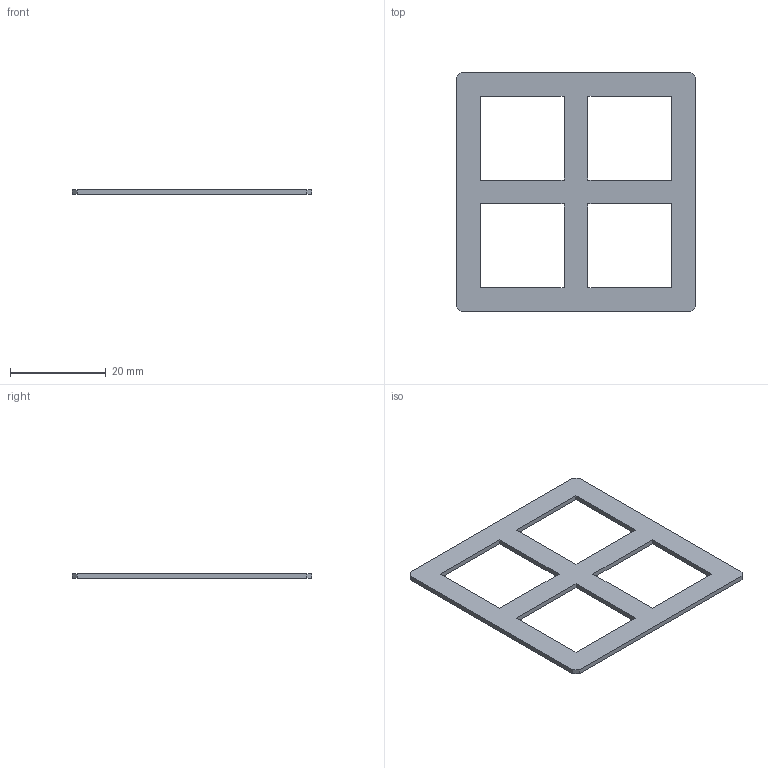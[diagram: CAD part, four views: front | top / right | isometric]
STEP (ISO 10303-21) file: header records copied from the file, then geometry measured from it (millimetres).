
FILE_DESCRIPTION((''),'2;1');
FILE_NAME('SP685_extern.ipt.step','2007-09-10T15:11:25',(''),(''),'Autodesk Inventor 11','Autodesk Inventor 11','');
FILE_SCHEMA(('AUTOMOTIVE_DESIGN { 1 0 10303 214 1 1 1 1 }'));
Length unit declared in the file: millimetre
Products named in the file (1): SP685_extern
Bounding box: 50 x 50 x 1 mm (x, y, z)
Volume: 1273 mm3; surface area: 3023.7 mm2
Topology: 1 solids, 1 shells, 26 faces, 72 edges, 48 vertices
Faces by surface type: plane 26
Entity records: 855 total; most frequent: CARTESIAN_POINT 147, ORIENTED_EDGE 144, DIRECTION 126, VECTOR 72, LINE 72, EDGE_CURVE 72, VERTEX_POINT 48, EDGE_LOOP 34
